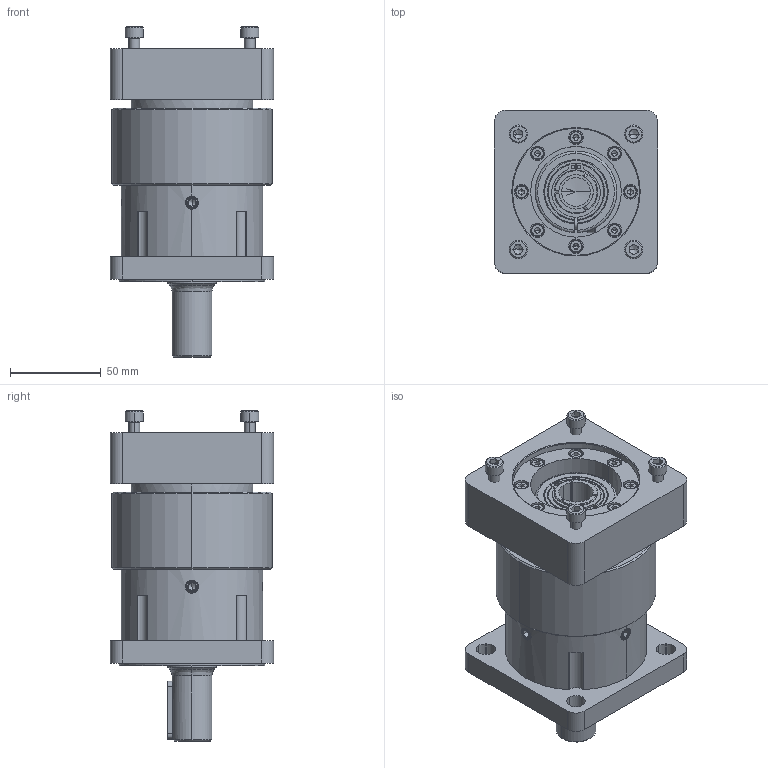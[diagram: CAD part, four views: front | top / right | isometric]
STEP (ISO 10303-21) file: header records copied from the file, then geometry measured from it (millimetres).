
FILE_DESCRIPTION (( 'STEP AP203' ), '1' );
FILE_NAME ('HPGA088-100A3.step', '2021-03-30T17:13:43', ( '' ), ( '' ), 'SwSTEP 2.0', 'SolidWorks 2021', '' );
FILE_SCHEMA (( 'CONFIG_CONTROL_DESIGN' ));
Length unit declared in the file: inch
Products named in the file (1): HPGA088-100A3
Bounding box: 90 x 90 x 182 mm (x, y, z)
Volume: 761841.9 mm3; surface area: 108923.4 mm2
Topology: 7 solids, 57 shells, 1420 faces, 3443 edges, 2120 vertices
Faces by surface type: plane 640, cylinder 410, cone 291, bspline 79
Entity records: 44798 total; most frequent: CARTESIAN_POINT 11331, DIRECTION 7364, ORIENTED_EDGE 6662, EDGE_CURVE 3331, AXIS2_PLACEMENT_3D 2859, VERTEX_POINT 2120, LINE 1646, VECTOR 1646
